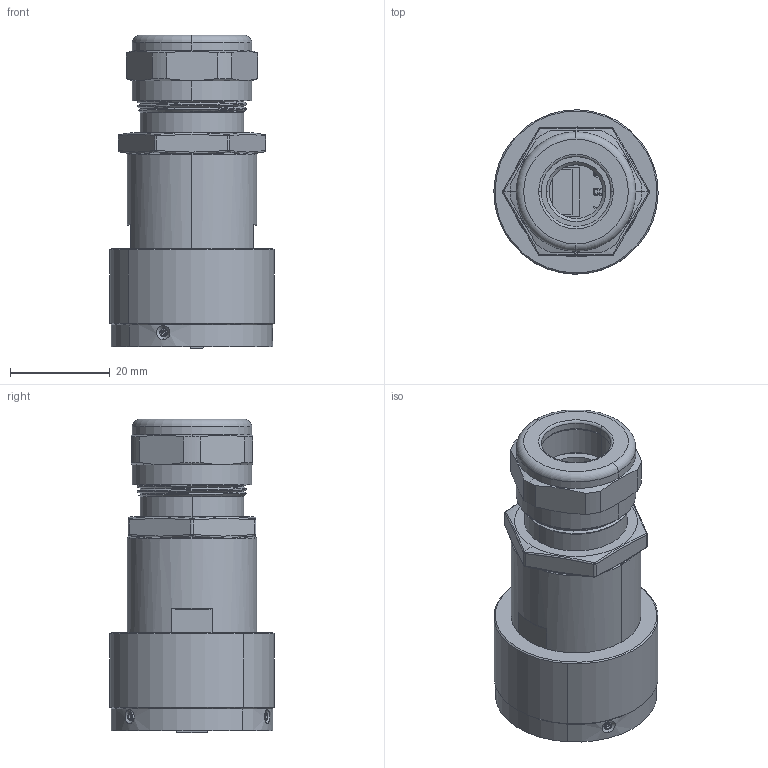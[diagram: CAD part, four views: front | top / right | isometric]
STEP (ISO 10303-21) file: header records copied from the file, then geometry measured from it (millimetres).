
FILE_DESCRIPTION((''),'2;1');
FILE_NAME('HY-TRJ45S01E1-GM_SW0001','2017-08-04T',('hq.zhang'),(''),'PRO/ENGINEER BY PARAMETRIC TECHNOLOGY CORPORATION, 2012480','PRO/ENGINEER BY PARAMETRIC TECHNOLOGY CORPORATION, 2012480','');
FILE_SCHEMA(('AUTOMOTIVE_DESIGN { 1 0 10303 214 1 1 1 1 }'));
Products named in the file (1): HY-TRJ45S01E1-GM_SW0001
Bounding box: 32.99 x 32.99 x 62.9 mm (x, y, z)
Volume: 23120.5 mm3; surface area: 23083 mm2
Topology: 1 solids, 1 shells, 723 faces, 1795 edges, 1115 vertices
Faces by surface type: plane 194, cylinder 186, cone 126, bspline 111, extrusion 60, torus 40, sphere 6
Entity records: 53096 total; most frequent: CARTESIAN_POINT 36718, ORIENTED_EDGE 3554, DIRECTION 3042, EDGE_CURVE 1777, AXIS2_PLACEMENT_3D 1128, VERTEX_POINT 1115, EDGE_LOOP 810, VECTOR 786
